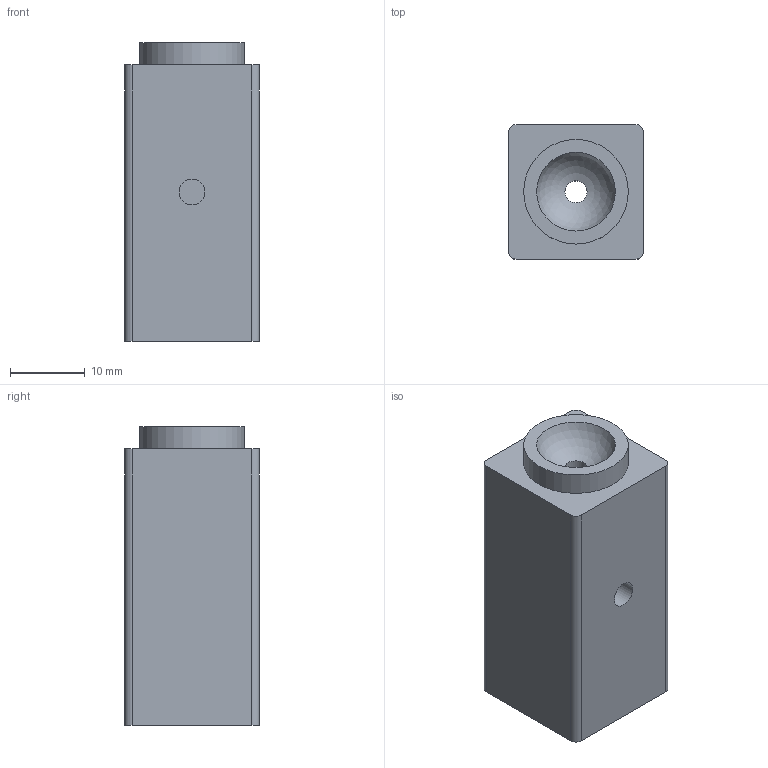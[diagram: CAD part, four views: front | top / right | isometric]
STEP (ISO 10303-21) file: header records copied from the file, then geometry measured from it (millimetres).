
FILE_DESCRIPTION(('FreeCAD Model'),'2;1');
FILE_NAME('floating_ball_fixure_11mm.step','2018-02-09T10:17:17',('Author'),(''), 'Open CASCADE STEP processor 6.8','FreeCAD','Unknown');
FILE_SCHEMA(('AUTOMOTIVE_DESIGN_CC2 { 1 2 10303 214 -1 1 5 4 }'));
Length unit declared in the file: millimetre
Products named in the file (1): edge_fillet
Bounding box: 18 x 18 x 40 mm (x, y, z)
Volume: 11694.6 mm3; surface area: 3916.2 mm2
Topology: 1 solids, 1 shells, 19 faces, 39 edges, 26 vertices
Faces by surface type: plane 10, cylinder 8, sphere 1
Full cylindrical faces by diameter (mm): 2.946 x1, 3.454 x1, 5.41 x1, 14 x1
Entity records: 1074 total; most frequent: CARTESIAN_POINT 223, DIRECTION 166, LINE 80, VECTOR 80, ORIENTED_EDGE 78, PCURVE 78, DEFINITIONAL_REPRESENTATION 78, AXIS2_PLACEMENT_3D 39
